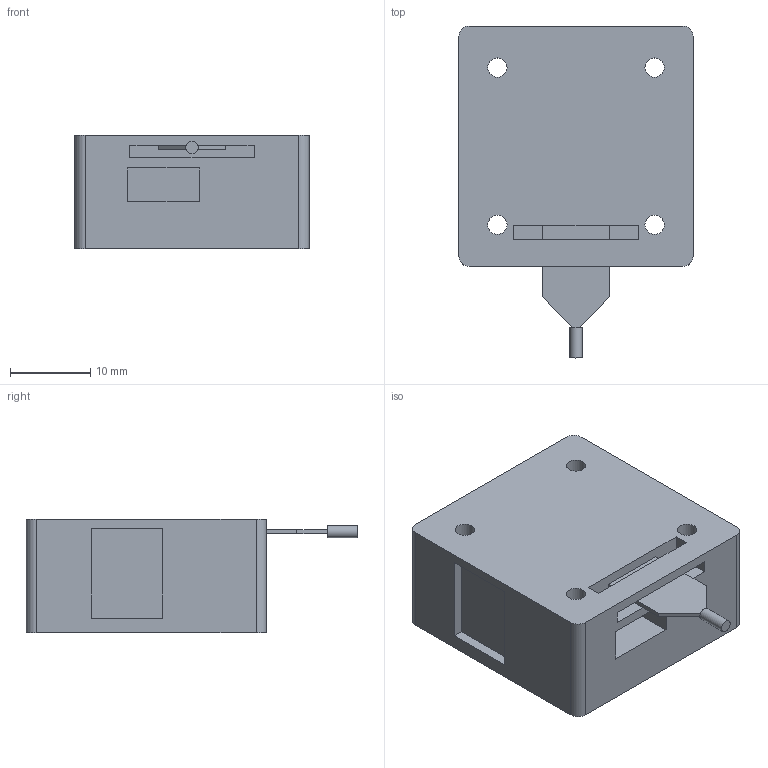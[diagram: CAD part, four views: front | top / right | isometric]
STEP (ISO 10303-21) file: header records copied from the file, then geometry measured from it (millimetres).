
FILE_DESCRIPTION(/* description */ (''),/* implementation_level */ '2;1');
FILE_NAME(/* name */ 'HDZero Freestyle V2 VTX.step',/* time_stamp */ '2024-11-14T08:26:38-08:00',/* author */ (''),/* organization */ (''),/* preprocessor_version */ 'ST-DEVELOPER v20',/* originating_system */ 'Autodesk Translation Framework v13.20.0.188',/* authorisation */ '');
FILE_SCHEMA (('AUTOMOTIVE_DESIGN { 1 0 10303 214 3 1 1 }'));
Length unit declared in the file: inch
Products named in the file (1): HDZero Freestyle V2 VTX
Bounding box: 29.21 x 41.4 x 14.12 mm (x, y, z)
Volume: 11606.3 mm3; surface area: 4311.2 mm2
Topology: 1 solids, 1 shells, 45 faces, 119 edges, 78 vertices
Faces by surface type: plane 36, cylinder 9
Full cylindrical faces by diameter (mm): 1.524 x1, 2.413 x4
Entity records: 1445 total; most frequent: CARTESIAN_POINT 243, ORIENTED_EDGE 238, DIRECTION 229, EDGE_CURVE 119, LINE 101, VECTOR 101, VERTEX_POINT 78, AXIS2_PLACEMENT_3D 64
